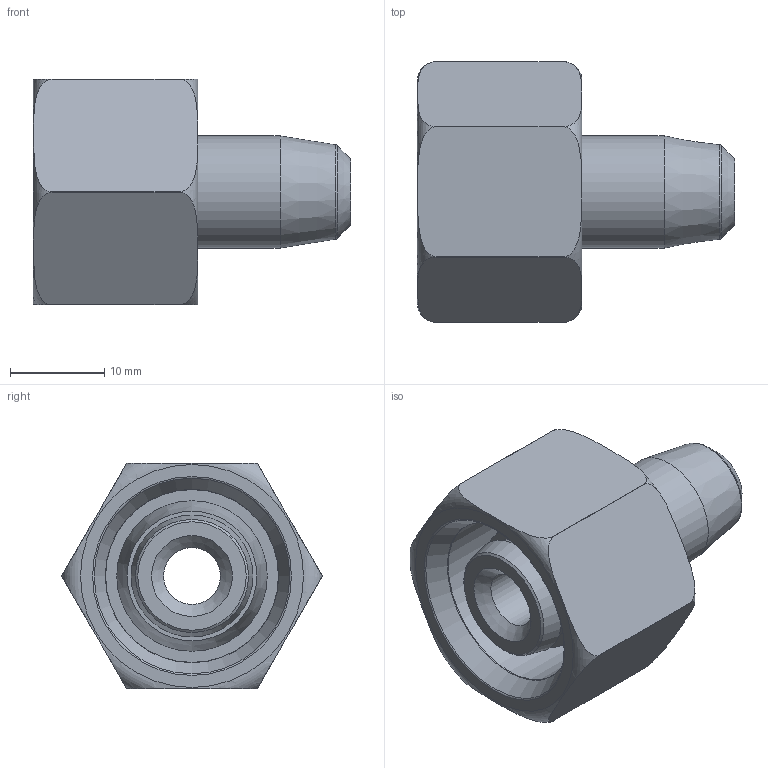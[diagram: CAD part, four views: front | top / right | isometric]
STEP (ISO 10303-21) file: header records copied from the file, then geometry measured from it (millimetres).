
FILE_DESCRIPTION(/* description */ (''),/* implementation_level */ '2;1');
FILE_NAME(/* name */ 'ARKM12-10.stp',/* time_stamp */ '2024-07-12T13:09:52+02:00',/* author */ (''),/* organization */ (''),/* preprocessor_version */ 'ST-DEVELOPER v16',/* originating_system */ 'SIEMENS PLM Software NX 10.0',/* authorisation */ '');
FILE_SCHEMA (('CONFIG_CONTROL_DESIGN'));
Length unit declared in the file: millimetre
Products named in the file (4): X-OR-12; X-M12; X-ARK12-10; ARKM12-10
Assembly tree (3 placements, depth 2):
  ARKM12-10
    X-ARK12-10
    X-M12
    X-OR-12
Bounding box: 33.73 x 27.71 x 24.01 mm (x, y, z)
Volume: 7755.1 mm3; surface area: 5274 mm2
Topology: 3 solids, 3 shells, 44 faces, 102 edges, 65 vertices
Faces by surface type: plane 13, cone 12, cylinder 11, torus 7, revolution 1
Full cylindrical faces by diameter (mm): 6.045 x1, 11.928 x1, 12.225 x1, 16 x1, 18.38 x1
Entity records: 1645 total; most frequent: CARTESIAN_POINT 374, DIRECTION 193, ORIENTED_EDGE 132, AXIS2_PLACEMENT_3D 90, EDGE_LOOP 74, EDGE_CURVE 66, FACE_BOUND 63, VERTEX_POINT 55
